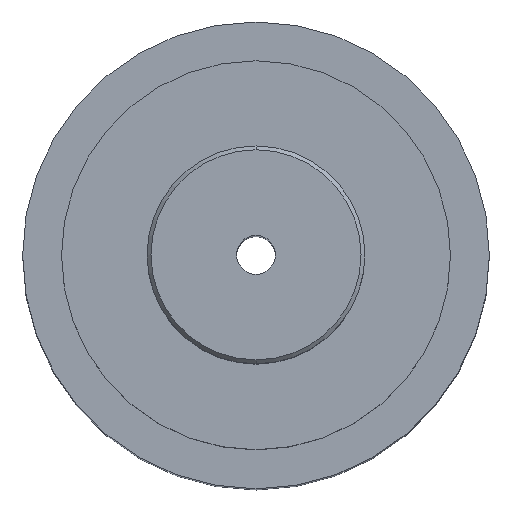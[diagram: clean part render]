
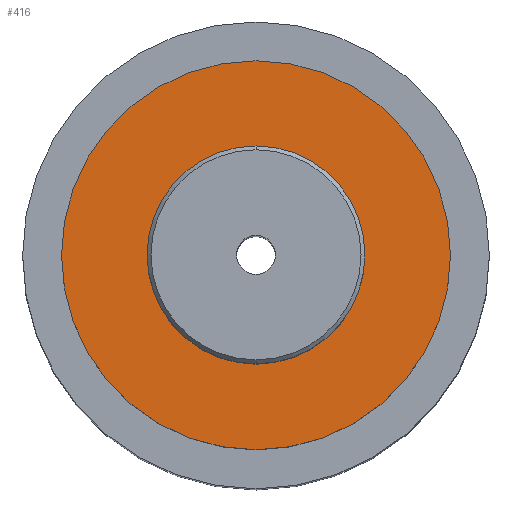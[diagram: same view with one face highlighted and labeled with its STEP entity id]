
A CAD part, top view. The second image highlights one B-rep face of the part: STEP entity #416.
In plain terms, the highlighted planar face has unit normal (0, 0, 1).
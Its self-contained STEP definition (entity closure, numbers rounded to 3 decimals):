
#99=CARTESIAN_POINT('',(0.,0.,0.));
#100=DIRECTION('',(0.,0.,-1.));
#101=DIRECTION('',(0.,1.,0.));
#102=AXIS2_PLACEMENT_3D('',#99,#100,#101);
#107=CARTESIAN_POINT('',(0.,0.,0.));
#108=DIRECTION('',(0.,0.,1.));
#109=DIRECTION('',(0.,1.,0.));
#110=AXIS2_PLACEMENT_3D('',#107,#108,#109);
#123=CARTESIAN_POINT('',(0.,0.,0.));
#124=DIRECTION('',(0.,0.,1.));
#125=DIRECTION('',(0.,1.,0.));
#126=AXIS2_PLACEMENT_3D('',#123,#124,#125);
#192=CARTESIAN_POINT('',(0.,0.,0.));
#193=DIRECTION('',(0.,0.,-1.));
#194=DIRECTION('',(0.,1.,0.));
#195=AXIS2_PLACEMENT_3D('',#192,#193,#194);
#267=CARTESIAN_POINT('',(0.,14.,0.));
#268=CARTESIAN_POINT('',(0.,-14.,0.));
#269=VERTEX_POINT('',#267);
#270=VERTEX_POINT('',#268);
#304=CARTESIAN_POINT('',(0.,25.,0.));
#306=VERTEX_POINT('',#304);
#308=CARTESIAN_POINT('',(0.,-25.,0.));
#310=VERTEX_POINT('',#308);
#401=CARTESIAN_POINT('',(0.,0.,0.));
#402=DIRECTION('',(0.,0.,1.));
#403=DIRECTION('',(0.,1.,0.));
#404=AXIS2_PLACEMENT_3D('',#401,#402,#403);
#405=PLANE('',#404);
#406=ORIENTED_EDGE('',*,*,#396,.T.);
#407=ORIENTED_EDGE('',*,*,#380,.F.);
#408=EDGE_LOOP('',(#406,#407));
#409=FACE_OUTER_BOUND('',#408,.F.);
#411=ORIENTED_EDGE('',*,*,#410,.T.);
#413=ORIENTED_EDGE('',*,*,#412,.F.);
#414=EDGE_LOOP('',(#411,#413));
#415=FACE_BOUND('',#414,.F.);
#103=CIRCLE('',#102,25.);
#111=CIRCLE('',#110,25.);
#127=CIRCLE('',#126,14.);
#196=CIRCLE('',#195,14.);
#380=EDGE_CURVE('',#306,#310,#111,.T.);
#396=EDGE_CURVE('',#306,#310,#103,.T.);
#410=EDGE_CURVE('',#269,#270,#127,.T.);
#412=EDGE_CURVE('',#269,#270,#196,.T.);
#416=ADVANCED_FACE('',(#409,#415),#405,.T.);
